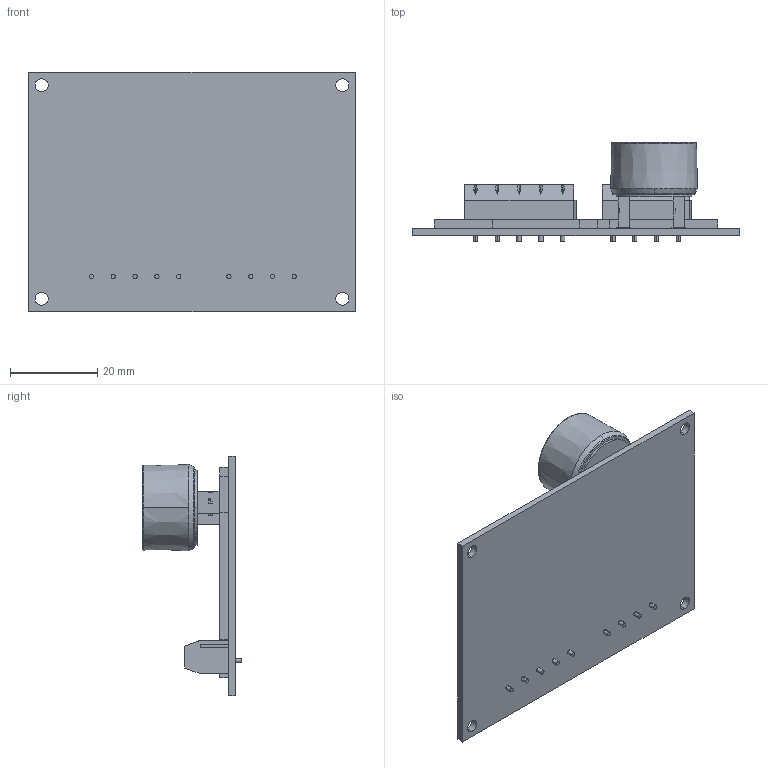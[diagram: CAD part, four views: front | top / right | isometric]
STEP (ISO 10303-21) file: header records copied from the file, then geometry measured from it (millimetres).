
FILE_DESCRIPTION (( 'STEP AP203' ), '1' );
FILE_NAME ('LOX-PCA-0108.STEP', '2019-05-07T09:17:18', ( '' ), ( '' ), 'SwSTEP 2.0', 'SolidWorks 2019', '' );
FILE_SCHEMA (( 'CONFIG_CONTROL_DESIGN' ));
Length unit declared in the file: millimetre
Products named in the file (1): LOX-PCA-0108
Bounding box: 75 x 22.7 x 55 mm (x, y, z)
Volume: 17006.2 mm3; surface area: 13942.7 mm2
Topology: 1 solids, 1 shells, 1052 faces, 2989 edges, 1961 vertices
Faces by surface type: plane 787, cylinder 255, cone 8, torus 2
Entity records: 34142 total; most frequent: CARTESIAN_POINT 6617, ORIENTED_EDGE 5974, DIRECTION 5383, EDGE_CURVE 2987, VECTOR 2365, LINE 2365, VERTEX_POINT 1961, AXIS2_PLACEMENT_3D 1509
